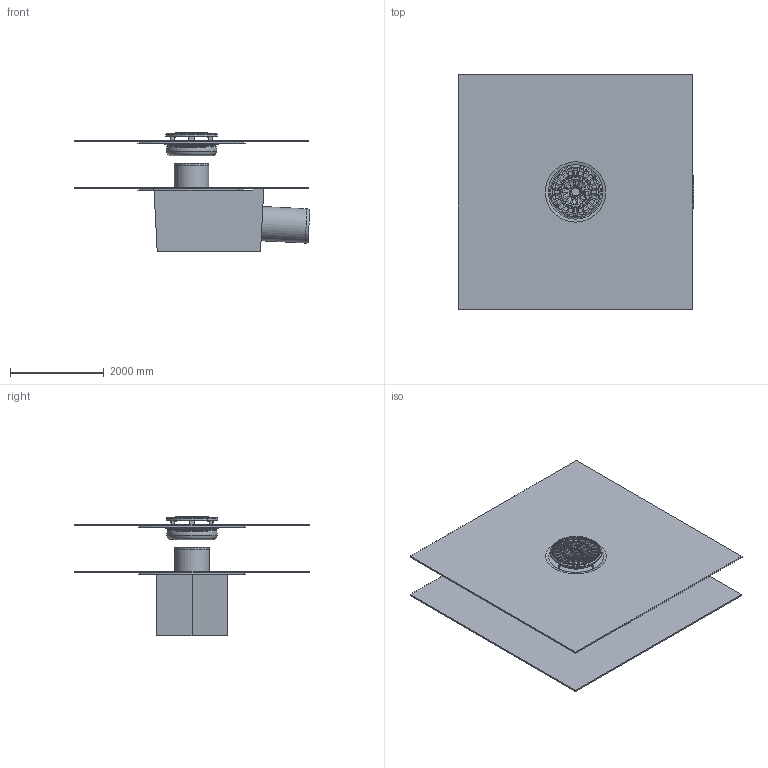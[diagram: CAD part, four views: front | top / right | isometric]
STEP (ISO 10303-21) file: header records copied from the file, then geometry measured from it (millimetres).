
FILE_DESCRIPTION(/* description */ (''),/* implementation_level */ '2;1');
FILE_NAME(/* name */ '15581.070X_3D.stp',/* time_stamp */ '2024-12-12T06:54:37+01:00',/* author */ ('CAD'),/* organization */ (''),/* preprocessor_version */ 'ST-DEVELOPER v20',/* originating_system */ 'AutoCAD Mechanical',/* authorisation */ '');
FILE_SCHEMA (('AUTOMOTIVE_DESIGN { 1 0 10303 214 3 1 1 }'));
Length unit declared in the file: centimetre
Products named in the file (3): Product; ROHR; *S1
Assembly tree (2 placements, depth 2):
  Product
    ROHR
    *S1
Bounding box: 5018.83 x 5000 x 2542.7 mm (x, y, z)
Volume: 4956810955.9 mm3; surface area: 173195470.3 mm2
Topology: 17 solids, 17 shells, 681 faces, 1910 edges, 1253 vertices
Faces by surface type: cylinder 291, plane 181, torus 93, cone 83, bspline 20, sphere 13
Full cylindrical faces by diameter (mm): 20 x16, 32 x2, 52 x2, 170 x1, 698 x3, 730 x5, 736 x1, 770 x4, 810 x3, 885 x2, 900 x1, 901 x2, 905 x2, 953.818 x2, 965 x4, 980 x1, 1000 x1, 1030 x1, 1100 x1
Entity records: 27651 total; most frequent: CARTESIAN_POINT 9694, ORIENTED_EDGE 3814, DIRECTION 3771, EDGE_CURVE 1907, AXIS2_PLACEMENT_3D 1526, VERTEX_POINT 1247, CIRCLE 837, EDGE_LOOP 806
